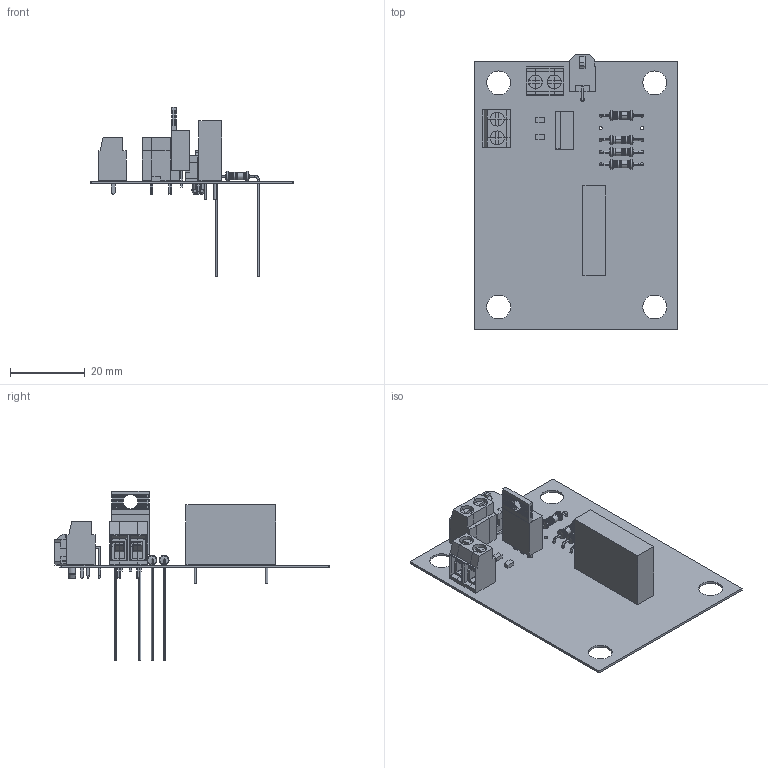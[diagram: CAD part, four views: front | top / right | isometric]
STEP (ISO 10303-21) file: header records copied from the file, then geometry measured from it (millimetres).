
FILE_DESCRIPTION(('Open CASCADE Model'),'2;1');
FILE_NAME('Open CASCADE Shape Model','2023-10-15T20:04:26',('Author'),( 'Open CASCADE'),'Open CASCADE STEP processor 7.5','Open CASCADE 7.5' ,'Unknown');
FILE_SCHEMA(('AUTOMOTIVE_DESIGN { 1 0 10303 214 1 1 1 1 }'));
Length unit declared in the file: millimetre
Products named in the file (64): PCB; Board; Open CASCADE STEP translator 7.5 1.1.1; J1; 6058548384; Open CASCADE STEP translator 7.5 1.2.1.1; Open CASCADE STEP translator 7.5 1.2.1.2; Q1; 6058542784; Body; Leads; U2; 6197718800; Extruded; U1; J3; 691137710002; MRT12P5_SX; MRT12P5_CNT; MRT12P5_DX; J2; D1; 6197719840; 6197720080; 6197708800; 6197709280; 6197709440; 6197710240; 6197710000; 6197715600; 6197715520; 6197714720; 6197714240; 6083516784; 6083518864; 6083518624; 6083518224; 6083518064; 6083517984; 6083517904 ...
Assembly tree (93 placements, depth 4):
  PCB
    Board
      Open CASCADE STEP translator 7.5 1.1.1
    J1
      6058548384
        Open CASCADE STEP translator 7.5 1.2.1.1
        Open CASCADE STEP translator 7.5 1.2.1.2
    Q1
      6058542784
        Body
        Leads  x4
    U2
      6197718800
        Extruded
    U1
      6197718800
        Extruded
    J3
      691137710002
        MRT12P5_SX
        MRT12P5_CNT
        MRT12P5_DX
    J2
      691137710002
        MRT12P5_SX
        MRT12P5_CNT
        MRT12P5_DX
    D1
      6197719840
        Extruded
      6197720080  x2
        Extruded
      6197708800  x2
        Extruded
      6197709280  x2
        Extruded
      6197709440  x2
        Extruded
      6197710240  x2
        Extruded
      6197710000  x2
        Extruded
      6197715600  x4
        Extruded
      6197715520  x2
        Extruded
      6197714720  x2
        Extruded
      6197714240  x4
        Extruded
      6083516784  x2
        Extruded
      6083518864  x2
        Extruded
      6083518624  x4
        Extruded
      6083518224
        Extruded
      6083518064
        Extruded
Bounding box: 53.98 x 73.31 x 45.2 mm (x, y, z)
Volume: 6960.1 mm3; surface area: 14543.9 mm2
Topology: 120 solids, 120 shells, 1346 faces, 3215 edges, 2087 vertices
Faces by surface type: plane 957, cylinder 289, torus 66, cone 34
Full cylindrical faces by diameter (mm): 0.71 x16, 0.8 x10, 0.91 x4, 1 x3, 1.07 x2, 1.3 x4, 3.05 x1, 6.35 x4
Entity records: 26112 total; most frequent: CARTESIAN_POINT 4184, DIRECTION 4013, ORIENTED_EDGE 3756, EDGE_CURVE 1878, LINE 1457, VECTOR 1457, AXIS2_PLACEMENT_3D 1278, VERTEX_POINT 1209
